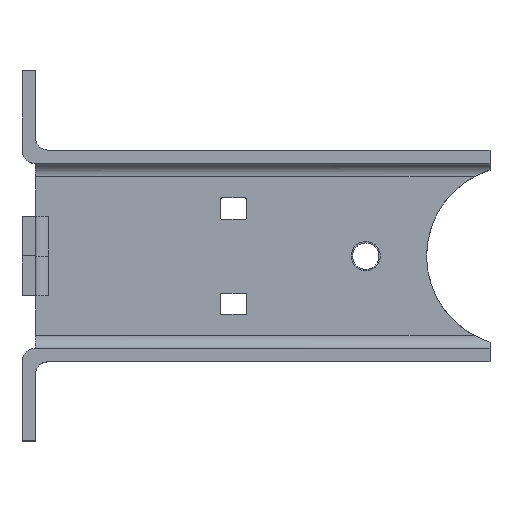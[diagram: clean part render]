
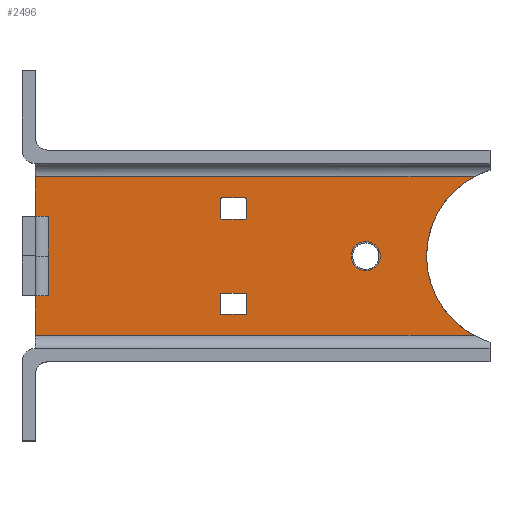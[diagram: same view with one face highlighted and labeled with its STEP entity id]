
A CAD part, top view. The second image highlights one B-rep face of the part: STEP entity #2496.
In plain terms, the highlighted planar face has unit normal (0, 0, 1).
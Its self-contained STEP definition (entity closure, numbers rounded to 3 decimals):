
#607=CARTESIAN_POINT('Axis2P3D Location',(125.,0.,5.)) ;
#611=CARTESIAN_POINT('Vertex',(119.5,0.,5.)) ;
#613=CARTESIAN_POINT('Vertex',(130.5,0.,5.)) ;
#721=CARTESIAN_POINT('Axis2P3D Location',(125.,0.,5.)) ;
#1008=CARTESIAN_POINT('Axis2P3D Location',(0.,35.,5.)) ;
#1361=CARTESIAN_POINT('Vertex',(5.,15.,5.)) ;
#1368=CARTESIAN_POINT('Vertex',(5.,0.,5.)) ;
#1371=CARTESIAN_POINT('Line Origine',(5.,10.5,5.)) ;
#1392=CARTESIAN_POINT('Vertex',(5.,-15.,5.)) ;
#1395=CARTESIAN_POINT('Line Origine',(5.,-10.5,5.)) ;
#1457=CARTESIAN_POINT('Vertex',(0.,-15.,5.)) ;
#1460=CARTESIAN_POINT('Line Origine',(2.5,-15.,5.)) ;
#1492=CARTESIAN_POINT('Line Origine',(2.5,15.,5.)) ;
#1496=CARTESIAN_POINT('Vertex',(0.,15.,5.)) ;
#1679=CARTESIAN_POINT('Line Origine',(0.,-22.5,5.)) ;
#1683=CARTESIAN_POINT('Vertex',(0.,-30.,5.)) ;
#1793=CARTESIAN_POINT('Vertex',(166.,-30.,5.)) ;
#1796=CARTESIAN_POINT('Line Origine',(86.,-30.,5.)) ;
#1850=CARTESIAN_POINT('Line Origine',(0.,22.5,5.)) ;
#1854=CARTESIAN_POINT('Vertex',(0.,30.,5.)) ;
#1918=CARTESIAN_POINT('Vertex',(166.,30.,5.)) ;
#1921=CARTESIAN_POINT('Line Origine',(86.,30.,5.)) ;
#1939=CARTESIAN_POINT('Axis2P3D Location',(182.,0.,5.)) ;
#1943=CARTESIAN_POINT('Vertex',(148.,0.,5.)) ;
#1946=CARTESIAN_POINT('Axis2P3D Location',(182.,0.,5.)) ;
#1985=CARTESIAN_POINT('Vertex',(70.5,-22.,5.)) ;
#1999=CARTESIAN_POINT('Vertex',(70.,-21.5,5.)) ;
#2002=CARTESIAN_POINT('Axis2P3D Location',(70.5,-21.5,5.)) ;
#2019=CARTESIAN_POINT('Line Origine',(70.,-18.,5.)) ;
#2023=CARTESIAN_POINT('Vertex',(70.,-14.5,5.)) ;
#2061=CARTESIAN_POINT('Vertex',(70.5,-14.,5.)) ;
#2064=CARTESIAN_POINT('Axis2P3D Location',(70.5,-14.5,5.)) ;
#2087=CARTESIAN_POINT('Vertex',(79.5,-22.,5.)) ;
#2095=CARTESIAN_POINT('Line Origine',(75.,-22.,5.)) ;
#2118=CARTESIAN_POINT('Vertex',(80.,-21.5,5.)) ;
#2126=CARTESIAN_POINT('Axis2P3D Location',(79.5,-21.5,5.)) ;
#2149=CARTESIAN_POINT('Vertex',(79.5,-14.,5.)) ;
#2152=CARTESIAN_POINT('Line Origine',(75.,-14.,5.)) ;
#2181=CARTESIAN_POINT('Line Origine',(80.,-18.,5.)) ;
#2185=CARTESIAN_POINT('Vertex',(80.,-14.5,5.)) ;
#2210=CARTESIAN_POINT('Axis2P3D Location',(79.5,-14.5,5.)) ;
#2233=CARTESIAN_POINT('Vertex',(79.5,22.,5.)) ;
#2247=CARTESIAN_POINT('Vertex',(80.,21.5,5.)) ;
#2250=CARTESIAN_POINT('Axis2P3D Location',(79.5,21.5,5.)) ;
#2262=CARTESIAN_POINT('Line Origine',(80.,18.,5.)) ;
#2266=CARTESIAN_POINT('Vertex',(80.,14.5,5.)) ;
#2304=CARTESIAN_POINT('Vertex',(79.5,14.,5.)) ;
#2307=CARTESIAN_POINT('Axis2P3D Location',(79.5,14.5,5.)) ;
#2331=CARTESIAN_POINT('Line Origine',(75.,22.,5.)) ;
#2335=CARTESIAN_POINT('Vertex',(70.5,22.,5.)) ;
#2361=CARTESIAN_POINT('Vertex',(70.,21.5,5.)) ;
#2369=CARTESIAN_POINT('Axis2P3D Location',(70.5,21.5,5.)) ;
#2453=CARTESIAN_POINT('Axis2P3D Location',(70.5,14.5,5.)) ;
#2457=CARTESIAN_POINT('Vertex',(70.5,14.,5.)) ;
#2459=CARTESIAN_POINT('Vertex',(70.,14.5,5.)) ;
#2462=CARTESIAN_POINT('Line Origine',(70.,18.,5.)) ;
#2467=CARTESIAN_POINT('Line Origine',(75.,14.,5.)) ;
#608=DIRECTION('Axis2P3D Direction',(0.,0.,1.)) ;
#722=DIRECTION('Axis2P3D Direction',(0.,0.,1.)) ;
#1009=DIRECTION('Axis2P3D Direction',(-0.,0.,1.)) ;
#1010=DIRECTION('Axis2P3D XDirection',(0.,-1.,0.)) ;
#1372=DIRECTION('Vector Direction',(0.,-1.,0.)) ;
#1396=DIRECTION('Vector Direction',(0.,-1.,0.)) ;
#1461=DIRECTION('Vector Direction',(-1.,0.,0.)) ;
#1493=DIRECTION('Vector Direction',(-1.,0.,0.)) ;
#1680=DIRECTION('Vector Direction',(0.,1.,0.)) ;
#1797=DIRECTION('Vector Direction',(1.,0.,0.)) ;
#1851=DIRECTION('Vector Direction',(0.,-1.,0.)) ;
#1922=DIRECTION('Vector Direction',(1.,0.,0.)) ;
#1940=DIRECTION('Axis2P3D Direction',(0.,0.,-1.)) ;
#1947=DIRECTION('Axis2P3D Direction',(0.,0.,-1.)) ;
#2003=DIRECTION('Axis2P3D Direction',(0.,0.,-1.)) ;
#2020=DIRECTION('Vector Direction',(0.,-1.,0.)) ;
#2065=DIRECTION('Axis2P3D Direction',(0.,0.,-1.)) ;
#2096=DIRECTION('Vector Direction',(-1.,0.,0.)) ;
#2127=DIRECTION('Axis2P3D Direction',(0.,0.,-1.)) ;
#2153=DIRECTION('Vector Direction',(1.,0.,0.)) ;
#2182=DIRECTION('Vector Direction',(0.,1.,0.)) ;
#2211=DIRECTION('Axis2P3D Direction',(0.,0.,-1.)) ;
#2251=DIRECTION('Axis2P3D Direction',(0.,0.,-1.)) ;
#2263=DIRECTION('Vector Direction',(0.,-1.,0.)) ;
#2308=DIRECTION('Axis2P3D Direction',(0.,0.,-1.)) ;
#2332=DIRECTION('Vector Direction',(-1.,0.,0.)) ;
#2370=DIRECTION('Axis2P3D Direction',(0.,0.,-1.)) ;
#2454=DIRECTION('Axis2P3D Direction',(-0.,0.,1.)) ;
#2463=DIRECTION('Vector Direction',(0.,1.,0.)) ;
#2468=DIRECTION('Vector Direction',(1.,0.,0.)) ;
#609=AXIS2_PLACEMENT_3D('Circle Axis2P3D',#607,#608,$) ;
#723=AXIS2_PLACEMENT_3D('Circle Axis2P3D',#721,#722,$) ;
#1011=AXIS2_PLACEMENT_3D('Plane Axis2P3D',#1008,#1009,#1010) ;
#1941=AXIS2_PLACEMENT_3D('Circle Axis2P3D',#1939,#1940,$) ;
#1948=AXIS2_PLACEMENT_3D('Circle Axis2P3D',#1946,#1947,$) ;
#2004=AXIS2_PLACEMENT_3D('Circle Axis2P3D',#2002,#2003,$) ;
#2066=AXIS2_PLACEMENT_3D('Circle Axis2P3D',#2064,#2065,$) ;
#2128=AXIS2_PLACEMENT_3D('Circle Axis2P3D',#2126,#2127,$) ;
#2212=AXIS2_PLACEMENT_3D('Circle Axis2P3D',#2210,#2211,$) ;
#2252=AXIS2_PLACEMENT_3D('Circle Axis2P3D',#2250,#2251,$) ;
#2309=AXIS2_PLACEMENT_3D('Circle Axis2P3D',#2307,#2308,$) ;
#2371=AXIS2_PLACEMENT_3D('Circle Axis2P3D',#2369,#2370,$) ;
#2455=AXIS2_PLACEMENT_3D('Circle Axis2P3D',#2453,#2454,$) ;
#2442=ORIENTED_EDGE('',*,*,#1856,.T.) ;
#2443=ORIENTED_EDGE('',*,*,#1498,.T.) ;
#2444=ORIENTED_EDGE('',*,*,#1375,.F.) ;
#2445=ORIENTED_EDGE('',*,*,#1399,.F.) ;
#2446=ORIENTED_EDGE('',*,*,#1464,.T.) ;
#2447=ORIENTED_EDGE('',*,*,#1685,.T.) ;
#2448=ORIENTED_EDGE('',*,*,#1800,.F.) ;
#2449=ORIENTED_EDGE('',*,*,#1950,.F.) ;
#2450=ORIENTED_EDGE('',*,*,#1945,.F.) ;
#2451=ORIENTED_EDGE('',*,*,#1925,.T.) ;
#2473=ORIENTED_EDGE('',*,*,#2461,.T.) ;
#2474=ORIENTED_EDGE('',*,*,#2466,.T.) ;
#2475=ORIENTED_EDGE('',*,*,#2373,.T.) ;
#2476=ORIENTED_EDGE('',*,*,#2337,.T.) ;
#2477=ORIENTED_EDGE('',*,*,#2254,.T.) ;
#2478=ORIENTED_EDGE('',*,*,#2268,.T.) ;
#2479=ORIENTED_EDGE('',*,*,#2311,.T.) ;
#2480=ORIENTED_EDGE('',*,*,#2471,.T.) ;
#2483=ORIENTED_EDGE('',*,*,#2214,.T.) ;
#2484=ORIENTED_EDGE('',*,*,#2187,.F.) ;
#2485=ORIENTED_EDGE('',*,*,#2130,.T.) ;
#2486=ORIENTED_EDGE('',*,*,#2099,.F.) ;
#2487=ORIENTED_EDGE('',*,*,#2006,.T.) ;
#2488=ORIENTED_EDGE('',*,*,#2025,.F.) ;
#2489=ORIENTED_EDGE('',*,*,#2068,.T.) ;
#2490=ORIENTED_EDGE('',*,*,#2156,.F.) ;
#2493=ORIENTED_EDGE('',*,*,#615,.F.) ;
#2494=ORIENTED_EDGE('',*,*,#725,.F.) ;
#2481=FACE_BOUND('',#2472,.T.) ;
#2491=FACE_BOUND('',#2482,.T.) ;
#2495=FACE_BOUND('',#2492,.T.) ;
#1373=VECTOR('Line Direction',#1372,1.) ;
#1397=VECTOR('Line Direction',#1396,1.) ;
#1462=VECTOR('Line Direction',#1461,1.) ;
#1494=VECTOR('Line Direction',#1493,1.) ;
#1681=VECTOR('Line Direction',#1680,1.) ;
#1798=VECTOR('Line Direction',#1797,1.) ;
#1852=VECTOR('Line Direction',#1851,1.) ;
#1923=VECTOR('Line Direction',#1922,1.) ;
#2021=VECTOR('Line Direction',#2020,1.) ;
#2097=VECTOR('Line Direction',#2096,1.) ;
#2154=VECTOR('Line Direction',#2153,1.) ;
#2183=VECTOR('Line Direction',#2182,1.) ;
#2264=VECTOR('Line Direction',#2263,1.) ;
#2333=VECTOR('Line Direction',#2332,1.) ;
#2464=VECTOR('Line Direction',#2463,1.) ;
#2469=VECTOR('Line Direction',#2468,1.) ;
#2496=ADVANCED_FACE('Corps principal',(#2452,#2481,#2491,#2495),#1012,.T.) ;
#610=CIRCLE('generated circle',#609,5.5) ;
#724=CIRCLE('generated circle',#723,5.5) ;
#1942=CIRCLE('generated circle',#1941,34.) ;
#1949=CIRCLE('generated circle',#1948,34.) ;
#2005=CIRCLE('generated circle',#2004,0.5) ;
#2067=CIRCLE('generated circle',#2066,0.5) ;
#2129=CIRCLE('generated circle',#2128,0.5) ;
#2213=CIRCLE('generated circle',#2212,0.5) ;
#2253=CIRCLE('generated circle',#2252,0.5) ;
#2310=CIRCLE('generated circle',#2309,0.5) ;
#2372=CIRCLE('generated circle',#2371,0.5) ;
#2456=CIRCLE('generated circle',#2455,0.5) ;
#615=EDGE_CURVE('',#612,#614,#610,.T.) ;
#725=EDGE_CURVE('',#614,#612,#724,.T.) ;
#1375=EDGE_CURVE('',#1369,#1362,#1374,.F.) ;
#1399=EDGE_CURVE('',#1393,#1369,#1398,.F.) ;
#1464=EDGE_CURVE('',#1393,#1458,#1463,.T.) ;
#1498=EDGE_CURVE('',#1497,#1362,#1495,.F.) ;
#1685=EDGE_CURVE('',#1458,#1684,#1682,.F.) ;
#1800=EDGE_CURVE('',#1794,#1684,#1799,.F.) ;
#1856=EDGE_CURVE('',#1855,#1497,#1853,.T.) ;
#1925=EDGE_CURVE('',#1919,#1855,#1924,.F.) ;
#1945=EDGE_CURVE('',#1919,#1944,#1942,.F.) ;
#1950=EDGE_CURVE('',#1944,#1794,#1949,.F.) ;
#2006=EDGE_CURVE('',#1986,#2000,#2005,.T.) ;
#2025=EDGE_CURVE('',#2024,#2000,#2022,.T.) ;
#2068=EDGE_CURVE('',#2024,#2062,#2067,.T.) ;
#2099=EDGE_CURVE('',#1986,#2088,#2098,.F.) ;
#2130=EDGE_CURVE('',#2119,#2088,#2129,.T.) ;
#2156=EDGE_CURVE('',#2150,#2062,#2155,.F.) ;
#2187=EDGE_CURVE('',#2119,#2186,#2184,.T.) ;
#2214=EDGE_CURVE('',#2150,#2186,#2213,.T.) ;
#2254=EDGE_CURVE('',#2234,#2248,#2253,.T.) ;
#2268=EDGE_CURVE('',#2248,#2267,#2265,.T.) ;
#2311=EDGE_CURVE('',#2267,#2305,#2310,.T.) ;
#2337=EDGE_CURVE('',#2336,#2234,#2334,.F.) ;
#2373=EDGE_CURVE('',#2362,#2336,#2372,.T.) ;
#2461=EDGE_CURVE('',#2458,#2460,#2456,.F.) ;
#2466=EDGE_CURVE('',#2460,#2362,#2465,.T.) ;
#2471=EDGE_CURVE('',#2305,#2458,#2470,.F.) ;
#2441=EDGE_LOOP('',(#2442,#2443,#2444,#2445,#2446,#2447,#2448,#2449,#2450,#2451)) ;
#2472=EDGE_LOOP('',(#2473,#2474,#2475,#2476,#2477,#2478,#2479,#2480)) ;
#2482=EDGE_LOOP('',(#2483,#2484,#2485,#2486,#2487,#2488,#2489,#2490)) ;
#2492=EDGE_LOOP('',(#2493,#2494)) ;
#2452=FACE_OUTER_BOUND('',#2441,.T.) ;
#1374=LINE('Line',#1371,#1373) ;
#1398=LINE('Line',#1395,#1397) ;
#1463=LINE('Line',#1460,#1462) ;
#1495=LINE('Line',#1492,#1494) ;
#1682=LINE('Line',#1679,#1681) ;
#1799=LINE('Line',#1796,#1798) ;
#1853=LINE('Line',#1850,#1852) ;
#1924=LINE('Line',#1921,#1923) ;
#2022=LINE('Line',#2019,#2021) ;
#2098=LINE('Line',#2095,#2097) ;
#2155=LINE('Line',#2152,#2154) ;
#2184=LINE('Line',#2181,#2183) ;
#2265=LINE('Line',#2262,#2264) ;
#2334=LINE('Line',#2331,#2333) ;
#2465=LINE('Line',#2462,#2464) ;
#2470=LINE('Line',#2467,#2469) ;
#1012=PLANE('Plane',#1011) ;
#612=VERTEX_POINT('',#611) ;
#614=VERTEX_POINT('',#613) ;
#1362=VERTEX_POINT('',#1361) ;
#1369=VERTEX_POINT('',#1368) ;
#1393=VERTEX_POINT('',#1392) ;
#1458=VERTEX_POINT('',#1457) ;
#1497=VERTEX_POINT('',#1496) ;
#1684=VERTEX_POINT('',#1683) ;
#1794=VERTEX_POINT('',#1793) ;
#1855=VERTEX_POINT('',#1854) ;
#1919=VERTEX_POINT('',#1918) ;
#1944=VERTEX_POINT('',#1943) ;
#1986=VERTEX_POINT('',#1985) ;
#2000=VERTEX_POINT('',#1999) ;
#2024=VERTEX_POINT('',#2023) ;
#2062=VERTEX_POINT('',#2061) ;
#2088=VERTEX_POINT('',#2087) ;
#2119=VERTEX_POINT('',#2118) ;
#2150=VERTEX_POINT('',#2149) ;
#2186=VERTEX_POINT('',#2185) ;
#2234=VERTEX_POINT('',#2233) ;
#2248=VERTEX_POINT('',#2247) ;
#2267=VERTEX_POINT('',#2266) ;
#2305=VERTEX_POINT('',#2304) ;
#2336=VERTEX_POINT('',#2335) ;
#2362=VERTEX_POINT('',#2361) ;
#2458=VERTEX_POINT('',#2457) ;
#2460=VERTEX_POINT('',#2459) ;
